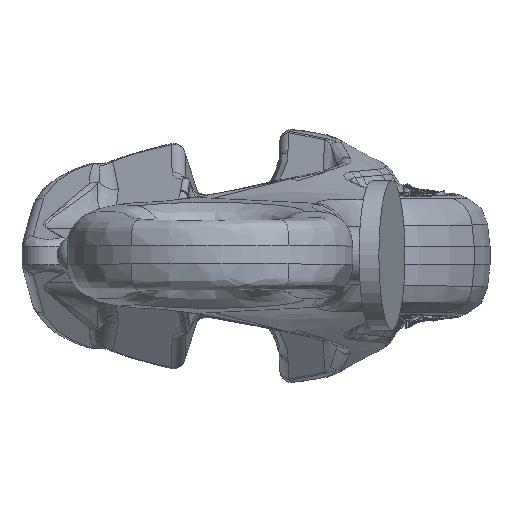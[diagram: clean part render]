
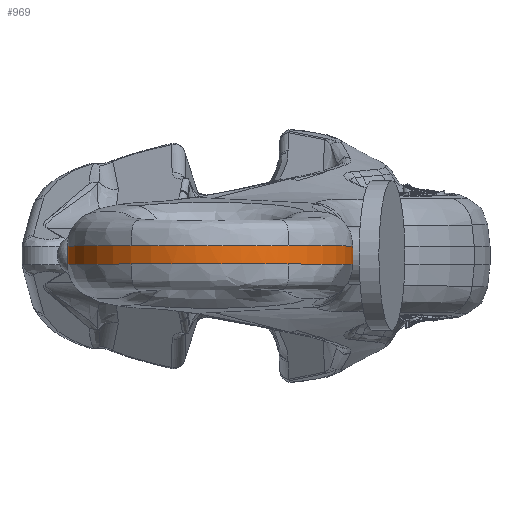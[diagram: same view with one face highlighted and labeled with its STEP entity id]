
A CAD part, top view. The second image highlights one B-rep face of the part: STEP entity #969.
In plain terms, the highlighted cylindrical face has radius 24.791 mm (diameter 49.581 mm), a partial arc.
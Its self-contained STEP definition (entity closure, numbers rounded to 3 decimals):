
#201=CYLINDRICAL_SURFACE('',#11250,24.791);
#969=ADVANCED_FACE('',(#1796),#201,.T.);
#1796=FACE_OUTER_BOUND('',#2442,.T.);
#2442=EDGE_LOOP('',(#4614,#4615,#4616,#4617,#4618,#4619,#4620,#4621));
#3095=LINE('',#20015,#3460);
#3098=LINE('',#20364,#3464);
#3460=VECTOR('',#12084,1.);
#3464=VECTOR('',#12096,1.);
#4614=ORIENTED_EDGE('',*,*,#8864,.T.);
#4615=ORIENTED_EDGE('',*,*,#8865,.T.);
#4616=ORIENTED_EDGE('',*,*,#8866,.T.);
#4617=ORIENTED_EDGE('',*,*,#8845,.T.);
#4618=ORIENTED_EDGE('',*,*,#8867,.F.);
#4619=ORIENTED_EDGE('',*,*,#8868,.F.);
#4620=ORIENTED_EDGE('',*,*,#8869,.F.);
#4621=ORIENTED_EDGE('',*,*,#8870,.F.);
#7670=VERTEX_POINT('',#19991);
#7671=VERTEX_POINT('',#20014);
#7685=VERTEX_POINT('',#20325);
#7686=VERTEX_POINT('',#20326);
#7687=VERTEX_POINT('',#20333);
#7688=VERTEX_POINT('',#20347);
#7689=VERTEX_POINT('',#20355);
#7690=VERTEX_POINT('',#20363);
#8845=EDGE_CURVE('',#7670,#7671,#3095,.T.);
#8864=EDGE_CURVE('',#7685,#7686,#10399,.T.);
#8865=EDGE_CURVE('',#7686,#7687,#10400,.T.);
#8866=EDGE_CURVE('',#7687,#7670,#10401,.T.);
#8867=EDGE_CURVE('',#7688,#7671,#10402,.T.);
#8868=EDGE_CURVE('',#7689,#7688,#10403,.T.);
#8869=EDGE_CURVE('',#7690,#7689,#10404,.T.);
#8870=EDGE_CURVE('',#7685,#7690,#3098,.T.);
#10399=B_SPLINE_CURVE_WITH_KNOTS('',3,(#20319,#20320,#20321,#20322,#20323,
#20324),.UNSPECIFIED.,.F.,.F.,(4,2,4),(0.,0.5,1.),.UNSPECIFIED.);
#10400=B_SPLINE_CURVE_WITH_KNOTS('',3,(#20327,#20328,#20329,#20330,#20331,
#20332),.UNSPECIFIED.,.F.,.F.,(4,2,4),(0.,0.5,1.),.UNSPECIFIED.);
#10401=B_SPLINE_CURVE_WITH_KNOTS('',3,(#20334,#20335,#20336,#20337,#20338,
#20339),.UNSPECIFIED.,.F.,.F.,(4,2,4),(0.,0.5,1.),.UNSPECIFIED.);
#10402=B_SPLINE_CURVE_WITH_KNOTS('',3,(#20340,#20341,#20342,#20343,#20344,
#20345,#20346),.UNSPECIFIED.,.F.,.F.,(4,1,1,1,4),(0.,0.25,0.5,0.75,1.),
 .UNSPECIFIED.);
#10403=B_SPLINE_CURVE_WITH_KNOTS('',3,(#20348,#20349,#20350,#20351,#20352,
#20353,#20354),.UNSPECIFIED.,.F.,.F.,(4,1,1,1,4),(0.,0.25,0.5,0.75,1.),
 .UNSPECIFIED.);
#10404=B_SPLINE_CURVE_WITH_KNOTS('',3,(#20356,#20357,#20358,#20359,#20360,
#20361,#20362),.UNSPECIFIED.,.F.,.F.,(4,1,1,1,4),(0.,0.25,0.5,0.75,1.),
 .UNSPECIFIED.);
#11250=AXIS2_PLACEMENT_3D('',#20365,#12097,#12098);
#12084=DIRECTION('',(0.,1.,0.));
#12096=DIRECTION('',(0.,1.,0.));
#12097=DIRECTION('',(0.,1.,0.));
#12098=DIRECTION('',(-1.,0.,0.));
#19991=CARTESIAN_POINT('',(24.791,-1.574,-11.));
#20014=CARTESIAN_POINT('',(24.791,1.574,-11.));
#20015=CARTESIAN_POINT('',(24.791,-47.22,-11.));
#20319=CARTESIAN_POINT('',(-24.79,-1.574,-11.));
#20320=CARTESIAN_POINT('',(-24.79,-1.574,-6.934));
#20321=CARTESIAN_POINT('',(-23.771,-1.574,-2.872));
#20322=CARTESIAN_POINT('',(-19.929,-1.574,4.295));
#20323=CARTESIAN_POINT('',(-17.111,-1.574,7.393));
#20324=CARTESIAN_POINT('',(-13.726,-1.574,9.644));
#20325=CARTESIAN_POINT('',(-24.79,-1.574,-11.));
#20326=CARTESIAN_POINT('',(-13.726,-1.57,9.644));
#20327=CARTESIAN_POINT('',(-13.727,-1.566,9.644));
#20328=CARTESIAN_POINT('',(-9.689,-1.566,12.329));
#20329=CARTESIAN_POINT('',(-4.849,-1.566,13.791));
#20330=CARTESIAN_POINT('',(4.849,-1.566,13.791));
#20331=CARTESIAN_POINT('',(9.689,-1.566,12.329));
#20332=CARTESIAN_POINT('',(13.726,-1.566,9.644));
#20333=CARTESIAN_POINT('',(13.726,-1.57,9.644));
#20334=CARTESIAN_POINT('',(13.726,-1.574,9.644));
#20335=CARTESIAN_POINT('',(17.112,-1.574,7.393));
#20336=CARTESIAN_POINT('',(19.929,-1.574,4.295));
#20337=CARTESIAN_POINT('',(23.771,-1.574,-2.872));
#20338=CARTESIAN_POINT('',(24.791,-1.574,-6.934));
#20339=CARTESIAN_POINT('',(24.791,-1.574,-11.));
#20340=CARTESIAN_POINT('',(13.726,1.574,9.644));
#20341=CARTESIAN_POINT('',(15.419,1.574,8.519));
#20342=CARTESIAN_POINT('',(18.526,1.574,5.849));
#20343=CARTESIAN_POINT('',(22.071,1.574,0.83));
#20344=CARTESIAN_POINT('',(24.288,1.574,-4.901));
#20345=CARTESIAN_POINT('',(24.791,1.574,-8.967));
#20346=CARTESIAN_POINT('',(24.791,1.574,-11.));
#20347=CARTESIAN_POINT('',(13.726,1.57,9.644));
#20348=CARTESIAN_POINT('',(-13.725,1.574,9.643));
#20349=CARTESIAN_POINT('',(-11.706,1.574,10.986));
#20350=CARTESIAN_POINT('',(-7.273,1.574,13.074));
#20351=CARTESIAN_POINT('',(0.,1.574,14.15));
#20352=CARTESIAN_POINT('',(7.273,1.574,13.074));
#20353=CARTESIAN_POINT('',(11.707,1.574,10.986));
#20354=CARTESIAN_POINT('',(13.725,1.574,9.643));
#20355=CARTESIAN_POINT('',(-13.726,1.57,9.644));
#20356=CARTESIAN_POINT('',(-24.79,1.574,-11.));
#20357=CARTESIAN_POINT('',(-24.79,1.574,-8.967));
#20358=CARTESIAN_POINT('',(-24.288,1.574,-4.901));
#20359=CARTESIAN_POINT('',(-22.071,1.574,0.83));
#20360=CARTESIAN_POINT('',(-18.526,1.574,5.849));
#20361=CARTESIAN_POINT('',(-15.419,1.574,8.519));
#20362=CARTESIAN_POINT('',(-13.726,1.574,9.644));
#20363=CARTESIAN_POINT('',(-24.79,1.574,-11.));
#20364=CARTESIAN_POINT('',(-24.79,-47.22,-11.));
#20365=CARTESIAN_POINT('',(0.,-47.22,-11.));
